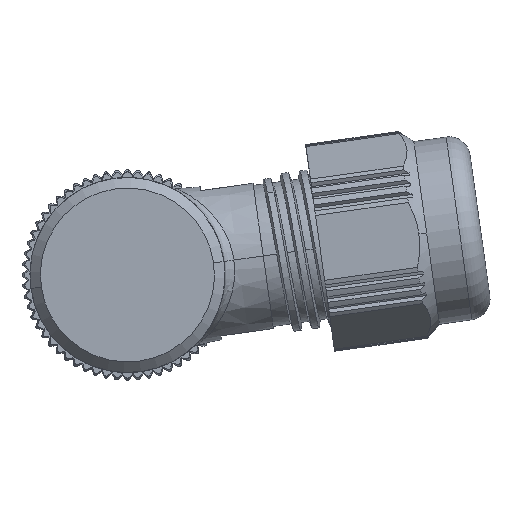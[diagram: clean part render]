
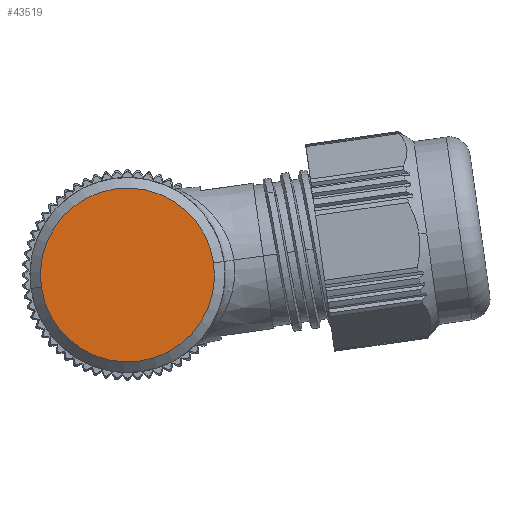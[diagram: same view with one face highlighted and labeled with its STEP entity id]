
A CAD part, front view. The second image highlights one B-rep face of the part: STEP entity #43519.
In plain terms, the highlighted planar face has unit normal (0, -1, 0).
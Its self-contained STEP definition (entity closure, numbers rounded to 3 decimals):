
#3228=CARTESIAN_POINT('',(0.,-33.85,0.));
#3229=DIRECTION('',(0.,1.,0.));
#3230=DIRECTION('',(-0.99,0.,-0.139));
#3231=AXIS2_PLACEMENT_3D('',#3228,#3229,#3230);
#3233=CARTESIAN_POINT('',(0.,-33.85,0.));
#3234=DIRECTION('',(0.,1.,0.));
#3235=DIRECTION('',(-0.139,0.,0.99));
#3236=AXIS2_PLACEMENT_3D('',#3233,#3234,#3235);
#3238=CARTESIAN_POINT('',(0.,-33.85,0.));
#3239=DIRECTION('',(0.,1.,0.));
#3240=DIRECTION('',(0.99,0.,0.139));
#3241=AXIS2_PLACEMENT_3D('',#3238,#3239,#3240);
#3243=CARTESIAN_POINT('',(0.,-33.85,0.));
#3244=DIRECTION('',(0.,1.,0.));
#3245=DIRECTION('',(0.139,0.,-0.99));
#3246=AXIS2_PLACEMENT_3D('',#3243,#3244,#3245);
#34011=CARTESIAN_POINT('',(1.148,-33.85,-8.17));
#34012=CARTESIAN_POINT('',(-8.17,-33.85,-1.148));
#34013=VERTEX_POINT('',#34011);
#34014=VERTEX_POINT('',#34012);
#34015=CARTESIAN_POINT('',(8.17,-33.85,1.148));
#34016=VERTEX_POINT('',#34015);
#34017=CARTESIAN_POINT('',(-1.148,-33.85,8.17));
#34018=VERTEX_POINT('',#34017);
#43506=CARTESIAN_POINT('',(0.,-33.85,0.));
#43507=DIRECTION('',(0.,-1.,0.));
#43508=DIRECTION('',(-0.99,0.,-0.139));
#43509=AXIS2_PLACEMENT_3D('',#43506,#43507,#43508);
#43510=PLANE('',#43509);
#43512=ORIENTED_EDGE('',*,*,#43511,.T.);
#43514=ORIENTED_EDGE('',*,*,#43513,.T.);
#43515=ORIENTED_EDGE('',*,*,#43495,.T.);
#43516=ORIENTED_EDGE('',*,*,#43493,.T.);
#43517=EDGE_LOOP('',(#43512,#43514,#43515,#43516));
#43518=FACE_OUTER_BOUND('',#43517,.F.);
#43519=ADVANCED_FACE('',(#43518),#43510,.T.);
#3232=CIRCLE('',#3231,8.25);
#3237=CIRCLE('',#3236,8.25);
#3242=CIRCLE('',#3241,8.25);
#3247=CIRCLE('',#3246,8.25);
#43493=EDGE_CURVE('',#34013,#34014,#3247,.T.);
#43495=EDGE_CURVE('',#34016,#34013,#3242,.T.);
#43511=EDGE_CURVE('',#34014,#34018,#3232,.T.);
#43513=EDGE_CURVE('',#34018,#34016,#3237,.T.);
